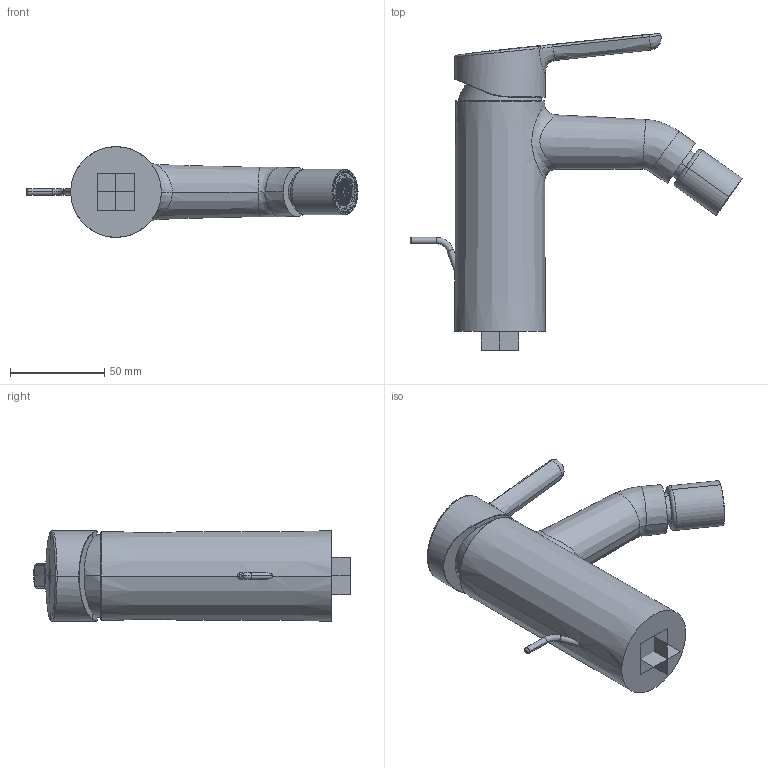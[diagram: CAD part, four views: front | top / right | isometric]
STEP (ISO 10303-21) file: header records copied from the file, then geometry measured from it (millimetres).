
FILE_DESCRIPTION((''),'2;1');
FILE_NAME('TVB116001000_3DPL','2025-06-03T15:34:27',('LazarovP'),(''),'CREO PARAMETRIC BY PTC INC, 2024253','CREO PARAMETRIC BY PTC INC, 2024253','');
FILE_SCHEMA(('AP242_MANAGED_MODEL_BASED_3D_ENGINEERING_MIM_LF { 1 0 10303 442 1 1 4 }'));
Length unit declared in the file: millimetre
Products named in the file (1): TVB116001000_3DPL
Bounding box: 175.83 x 167.58 x 48 mm (x, y, z)
Volume: 326794.2 mm3; surface area: 39948.2 mm2
Topology: 1 solids, 4 shells, 1470 faces, 3355 edges, 1919 vertices
Faces by surface type: plane 719, cylinder 514, bspline 102, extrusion 86, torus 39, cone 10
Entity records: 59285 total; most frequent: CARTESIAN_POINT 18330, ORIENTED_EDGE 6698, DIRECTION 5103, EDGE_CURVE 3355, VECTOR 2021, LINE 1935, VERTEX_POINT 1919, PRESENTATION_STYLE_ASSIGNMENT 1543
